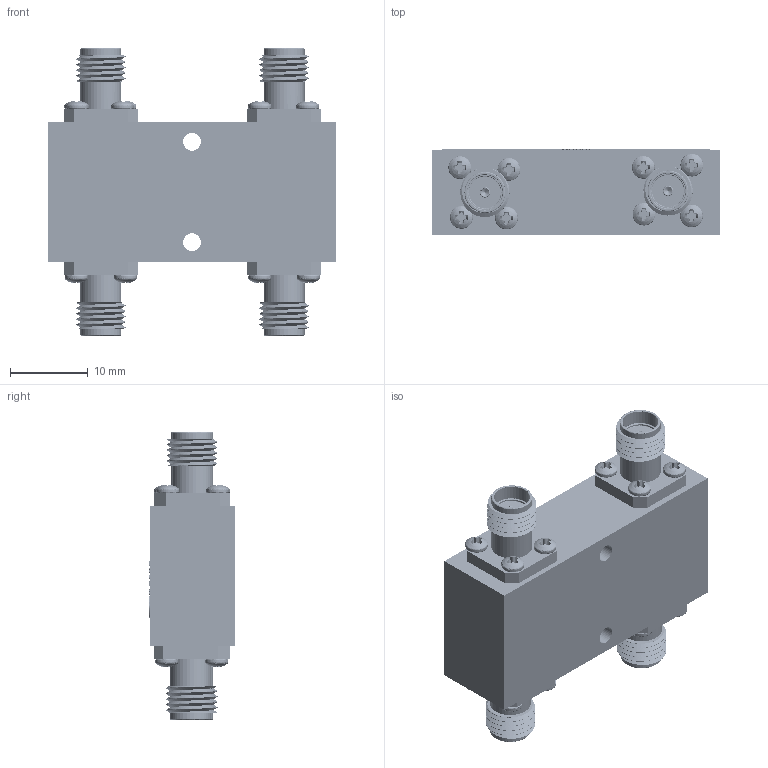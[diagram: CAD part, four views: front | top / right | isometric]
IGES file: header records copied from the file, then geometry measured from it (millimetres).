
Start section: SolidWorks IGES file using analytic representation for surfaces
Global section: file name: QC-4G40G-SFF-50W ASSEMBLY.IGS; native system: SolidWorks 2014; preprocessor: SolidWorks 2014; author: mlaulis; date: 210429.090413; units: inch
Bounding box: 37.08 x 11.02 x 37.08 mm (x, y, z)
Surface area: 6432.9 mm2 (no closed solid volume)
Topology: 0 solids, 0 shells, 3078 faces, 36424 edges, 36400 vertices
Faces by surface type: bspline 1891, revolution 1187
